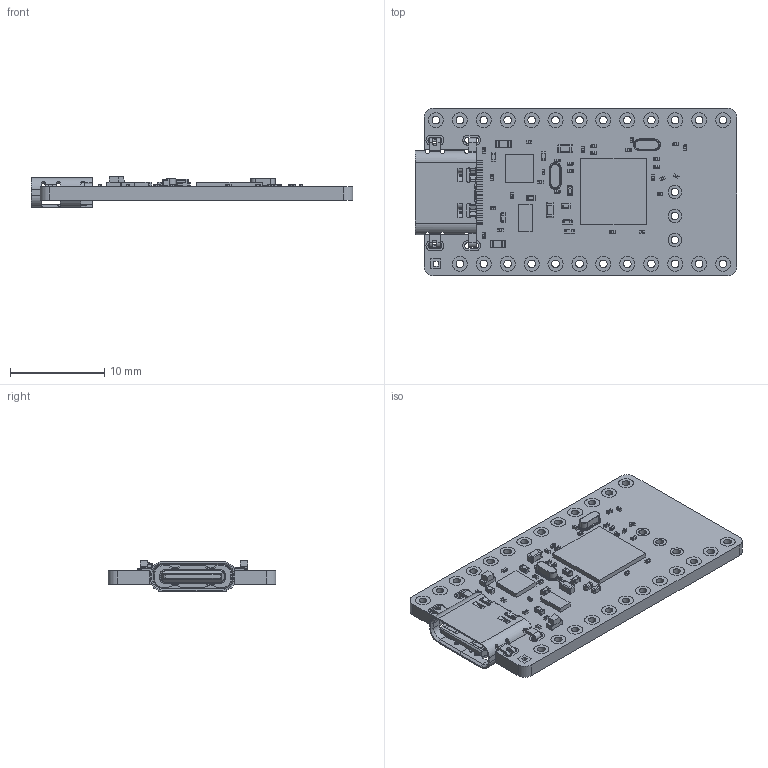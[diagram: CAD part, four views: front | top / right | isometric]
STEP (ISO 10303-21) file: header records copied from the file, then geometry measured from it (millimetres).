
FILE_DESCRIPTION(/* description */ ('','CAx-IF Rec.Pracs.---Representation and Presentation of Product Manufacturing Information (PMI)---4.0---2014-10-13'),/* implementation_level */ '2;1');
FILE_NAME(/* name */ 'nice!nano v2.step',/* time_stamp */ '2025-01-29T12:51:40+01:00',/* author */ (''),/* organization */ (''),/* preprocessor_version */ 'ST-DEVELOPER v20',/* originating_system */ 'Autodesk Translation Framework v13.20.0.188',/* authorisation */ '');
FILE_SCHEMA (('AP242_MANAGED_MODEL_BASED_3D_ENGINEERING_MIM_LF { 1 0 10303 442 1 1 4 }'));
Length unit declared in the file: millimetre
Products named in the file (12): nice!nano v2; nice!nano v1.0; SSOP16; LED_0603_1608Metric_ON; LED_0603_1608Metric_ON_1; Crystal Oscillator; Crystal Oscillator_1; usb4520-03-0-a_1; C0201; C0402; 0603; C0201_1
Assembly tree (45 placements, depth 2):
  nice!nano v2
    nice!nano v1.0
    SSOP16
    LED_0603_1608Metric_ON
    LED_0603_1608Metric_ON_1
    Crystal Oscillator
    Crystal Oscillator_1
    usb4520-03-0-a_1
    C0201  x21
    C0402  x8
    0603  x2
    C0201_1  x7
Bounding box: 34.16 x 17.8 x 3.28 mm (x, y, z)
Volume: 870.3 mm3; surface area: 2461.9 mm2
Topology: 153 solids, 153 shells, 3454 faces, 8509 edges, 4950 vertices
Faces by surface type: cylinder 1458, plane 1394, sphere 304, bspline 242, torus 28, cone 28
Full cylindrical faces by diameter (mm): 0.107 x4, 0.35 x1, 0.375 x4, 0.8 x28, 1.4 x3, 1.405 x3, 1.6 x50
Entity records: 49522 total; most frequent: CARTESIAN_POINT 11781, DIRECTION 7713, ORIENTED_EDGE 7514, EDGE_CURVE 3757, LINE 2579, VECTOR 2579, AXIS2_PLACEMENT_3D 2567, VERTEX_POINT 2394
